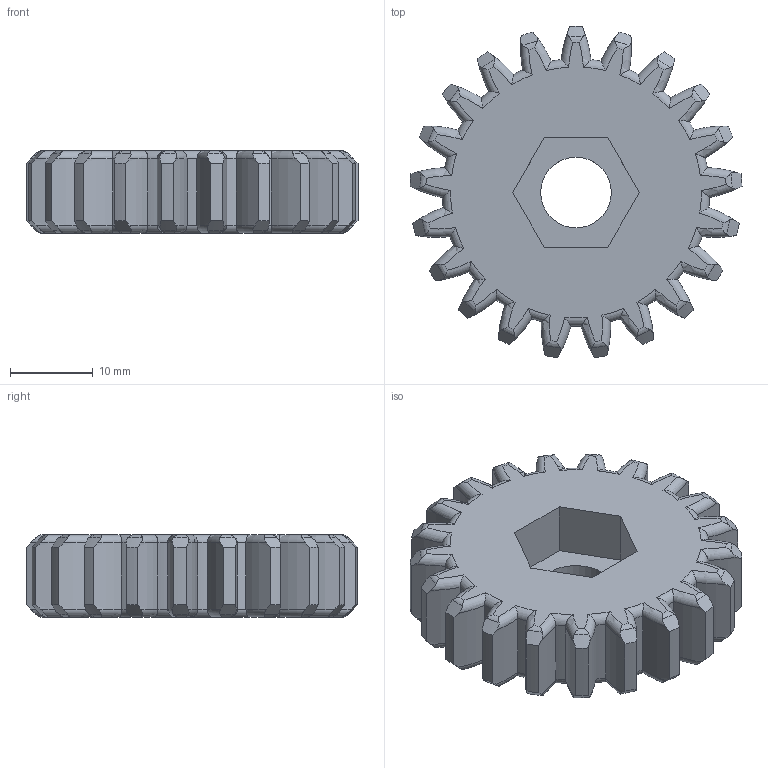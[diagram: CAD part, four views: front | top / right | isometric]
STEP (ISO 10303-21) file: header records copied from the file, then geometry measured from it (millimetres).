
FILE_DESCRIPTION(/* description */ ('Cycl_engranajeVarillaXY1'),/* implementation_level */ '2;1');
FILE_NAME(/* name */ 'G004169_Engranaje_varilla.stp',/* time_stamp */ '2015-09-04T18:37:20+02:00',/* author */ ('jnazabal'),/* organization */ (''),/* preprocessor_version */ 'ST-DEVELOPER v15.6',/* originating_system */ 'Autodesk Inventor 2015',/* authorisation */ '');
FILE_SCHEMA (('AUTOMOTIVE_DESIGN { 1 0 10303 214 3 1 1 }'));
Length unit declared in the file: millimetre
Products named in the file (1): Engranaje recto13
Bounding box: 40.21 x 40.11 x 10 mm (x, y, z)
Volume: 9147.8 mm3; surface area: 4419.6 mm2
Topology: 1 solids, 1 shells, 305 faces, 821 edges, 519 vertices
Faces by surface type: torus 168, cylinder 85, cone 43, plane 9
Full cylindrical faces by diameter (mm): 8.55 x1
Entity records: 11398 total; most frequent: CARTESIAN_POINT 4080, ORIENTED_EDGE 1638, DIRECTION 1476, EDGE_CURVE 819, AXIS2_PLACEMENT_3D 687, VERTEX_POINT 519, CIRCLE 381, B_SPLINE_CURVE_WITH_KNOTS 336
